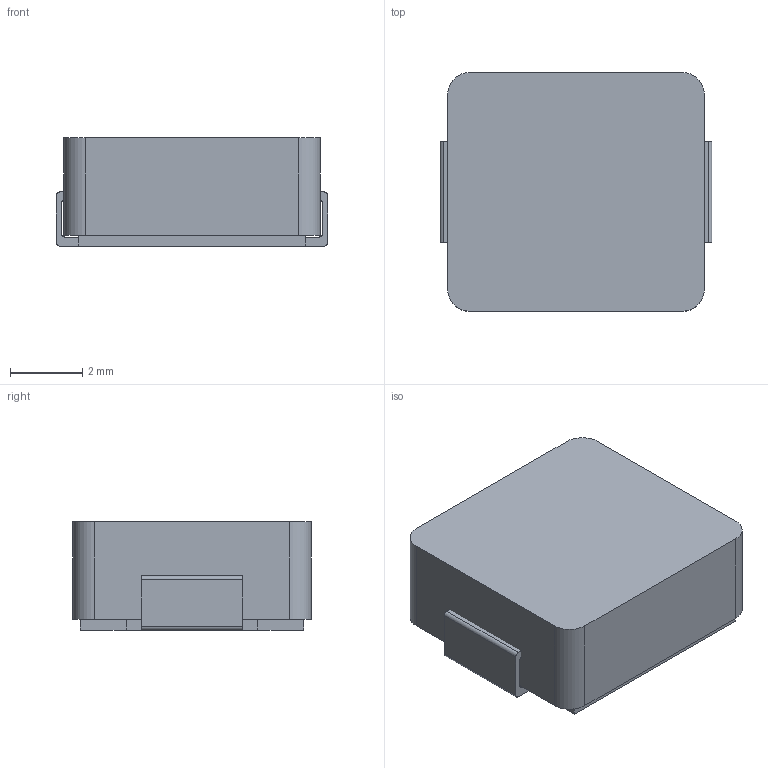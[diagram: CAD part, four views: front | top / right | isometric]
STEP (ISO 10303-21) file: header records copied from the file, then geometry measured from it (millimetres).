
FILE_DESCRIPTION(('FreeCAD Model'),'2;1');
FILE_NAME('SLO0630H150MTT.step','2019-11-17T12:57:05',('Author'),(''), 'Open CASCADE STEP processor 7.2','FreeCAD','Unknown');
FILE_SCHEMA(('AUTOMOTIVE_DESIGN { 1 0 10303 214 1 1 1 1 }'));
Length unit declared in the file: millimetre
Products named in the file (2): Fillet; Body001
Bounding box: 7.52 x 6.6 x 3 mm (x, y, z)
Volume: 142.6 mm3; surface area: 251.6 mm2
Topology: 2 solids, 2 shells, 53 faces, 136 edges, 88 vertices
Faces by surface type: plane 41, cylinder 12
Entity records: 3432 total; most frequent: CARTESIAN_POINT 642, DIRECTION 518, LINE 352, VECTOR 352, ORIENTED_EDGE 272, PCURVE 272, DEFINITIONAL_REPRESENTATION 272, EDGE_CURVE 136
